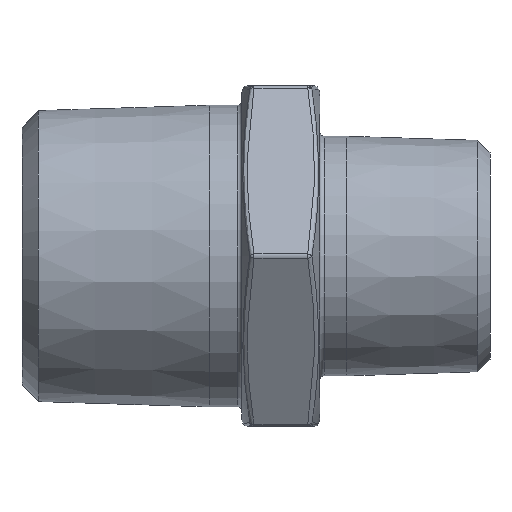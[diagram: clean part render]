
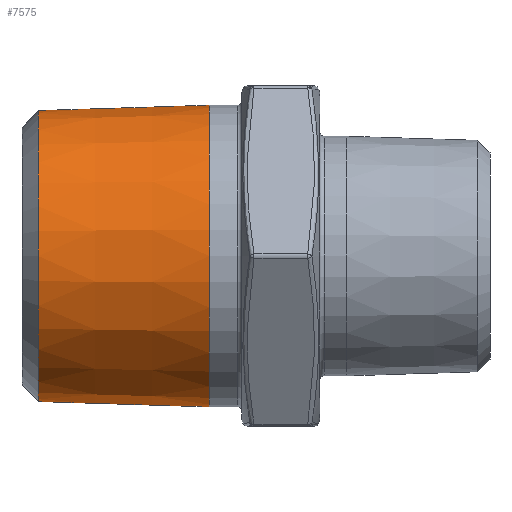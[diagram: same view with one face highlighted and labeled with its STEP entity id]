
A CAD part, front view. The second image highlights one B-rep face of the part: STEP entity #7575.
In plain terms, the highlighted conical face has half-angle 1.79 degrees and reference radius 10.477 mm.
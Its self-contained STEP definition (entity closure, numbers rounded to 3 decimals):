
#840 = CIRCLE ( 'NONE', #7802, 10.258 ) ;
#1071 = CONICAL_SURFACE ( 'NONE', #14021, 10.477, 0.031 ) ;
#1182 = DIRECTION ( 'NONE',  ( 0., 0., 1. ) ) ;
#2193 = DIRECTION ( 'NONE',  ( -1., 0., 0. ) ) ;
#2509 = EDGE_LOOP ( 'NONE', ( #13881 ) ) ;
#3407 = FACE_BOUND ( 'NONE', #14855, .T. ) ;
#3648 = DIRECTION ( 'NONE',  ( 1., 0., 0. ) ) ;
#3731 = EDGE_CURVE ( 'NONE', #6691, #6691, #840, .T. ) ;
#4343 = CARTESIAN_POINT ( 'NONE',  ( 1.161, 0., 10.258 ) ) ;
#4663 = DIRECTION ( 'NONE',  ( 1., 0., 0. ) ) ;
#6149 = ORIENTED_EDGE ( 'NONE', *, *, #3731, .T. ) ;
#6388 = EDGE_CURVE ( 'NONE', #9237, #9237, #6666, .T. ) ;
#6666 = CIRCLE ( 'NONE', #8471, 10.634 ) ;
#6691 = VERTEX_POINT ( 'NONE', #4343 ) ;
#7575 = ADVANCED_FACE ( 'NONE', ( #3407, #8166 ), #1071, .T. ) ;
#7802 = AXIS2_PLACEMENT_3D ( 'NONE', #12058, #3648, #9787 ) ;
#8166 = FACE_OUTER_BOUND ( 'NONE', #2509, .T. ) ;
#8471 = AXIS2_PLACEMENT_3D ( 'NONE', #12800, #2193, #1182 ) ;
#9237 = VERTEX_POINT ( 'NONE', #10242 ) ;
#9420 = DIRECTION ( 'NONE',  ( 0., 0., -1. ) ) ;
#9787 = DIRECTION ( 'NONE',  ( 0., 0., 1. ) ) ;
#10242 = CARTESIAN_POINT ( 'NONE',  ( 13.2, 0., 10.634 ) ) ;
#12058 = CARTESIAN_POINT ( 'NONE',  ( 1.161, 0., 0. ) ) ;
#12800 = CARTESIAN_POINT ( 'NONE',  ( 13.2, 0., 0. ) ) ;
#12914 = CARTESIAN_POINT ( 'NONE',  ( 8.2, 0., 0. ) ) ;
#13881 = ORIENTED_EDGE ( 'NONE', *, *, #6388, .T. ) ;
#14021 = AXIS2_PLACEMENT_3D ( 'NONE', #12914, #4663, #9420 ) ;
#14855 = EDGE_LOOP ( 'NONE', ( #6149 ) ) ;
